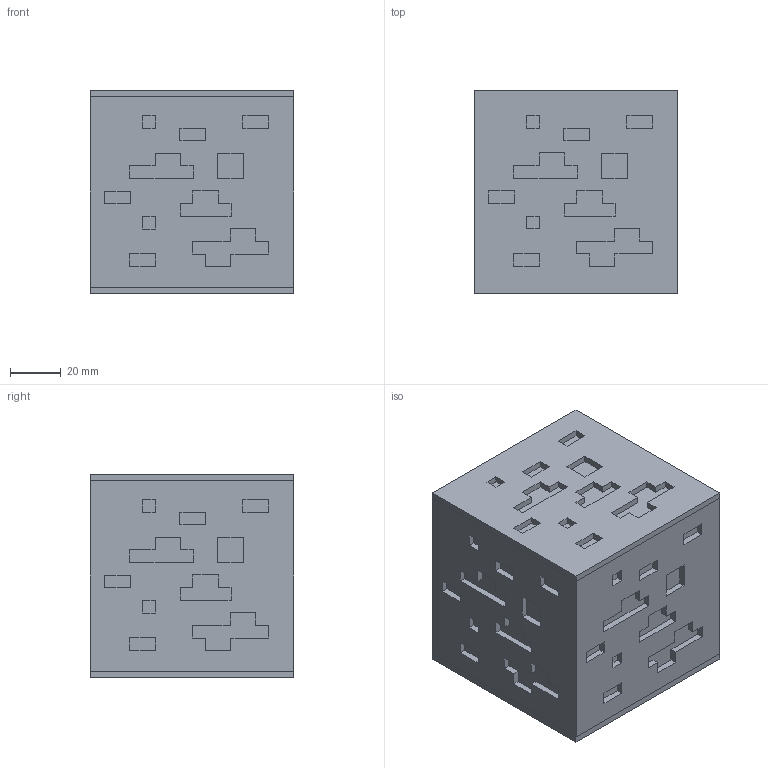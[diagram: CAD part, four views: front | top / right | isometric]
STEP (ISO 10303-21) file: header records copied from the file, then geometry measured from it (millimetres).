
FILE_DESCRIPTION(/* description */ (''),/* implementation_level */ '2;1');
FILE_NAME(/* name */ 'Diamond Assembly Finalized.step',/* time_stamp */ '2024-07-05T10:26:37-07:00',/* author */ (''),/* organization */ (''),/* preprocessor_version */ 'ST-DEVELOPER v20',/* originating_system */ 'Autodesk Translation Framework v13.14.0.145',/* authorisation */ '');
FILE_SCHEMA (('AUTOMOTIVE_DESIGN { 1 0 10303 214 3 1 1 }'));
Length unit declared in the file: millimetre
Products named in the file (17): Assembly; Outer; Bottom (1); Inner Sleeve; Bottom; Top (1); Top; Top Insert; Electronics and stuff; Battery Mount V2 v3; Battery; Switch mount v3; Creality Limit Switch (1); Limit Switch; Base; Component16; SwitchBumper
Assembly tree (17 placements, depth 4):
  Assembly
    Outer
    Bottom (1)
      Inner Sleeve
      Bottom
    Top (1)
      Top
      Top Insert
    Electronics and stuff
      Battery Mount V2 v3
        Battery  x2
    Switch mount v3
      Creality Limit Switch (1)
        Limit Switch
      Base
      Component16
    SwitchBumper
Bounding box: 80 x 80 x 80 mm (x, y, z)
Volume: 153561.8 mm3; surface area: 161652.6 mm2
Topology: 14 solids, 14 shells, 839 faces, 2295 edges, 1502 vertices
Faces by surface type: plane 674, cylinder 115, bspline 26, torus 14, cone 10
Full cylindrical faces by diameter (mm): 3 x2, 3.18 x2, 3.2 x12, 3.3 x4, 3.4 x6, 5.5 x2, 6 x6, 14 x2
Entity records: 27611 total; most frequent: CARTESIAN_POINT 5593, ORIENTED_EDGE 4564, DIRECTION 4189, EDGE_CURVE 2282, LINE 1981, VECTOR 1981, VERTEX_POINT 1494, AXIS2_PLACEMENT_3D 1104
